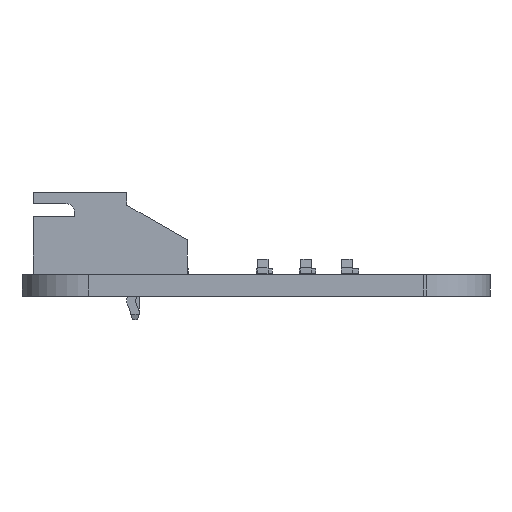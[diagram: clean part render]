
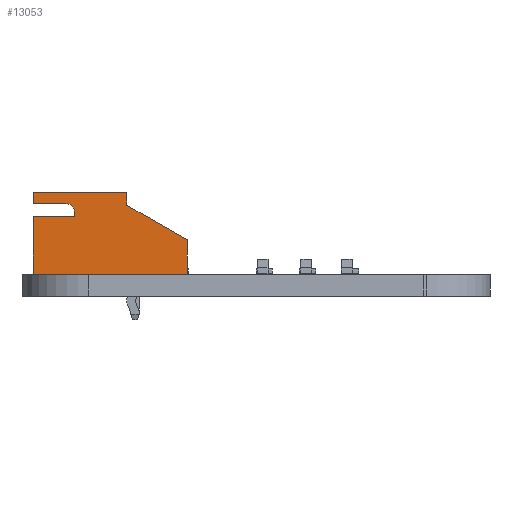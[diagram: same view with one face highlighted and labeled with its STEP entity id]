
A CAD part, left-side view. The second image highlights one B-rep face of the part: STEP entity #13053.
In plain terms, the highlighted face is planar.
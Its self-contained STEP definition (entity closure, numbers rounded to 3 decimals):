
#12300 = VERTEX_POINT('',#12301);
#12301 = CARTESIAN_POINT('',(6.2,6.1,5.75));
#12307 = EDGE_CURVE('',#12308,#12300,#12310,.T.);
#12308 = VERTEX_POINT('',#12309);
#12309 = CARTESIAN_POINT('',(6.2,6.1,-1.25));
#12310 = LINE('',#12311,#12312);
#12311 = CARTESIAN_POINT('',(6.2,6.1,5.75));
#12312 = VECTOR('',#12313,1.);
#12313 = DIRECTION('',(0.,0.,1.));
#13035 = VERTEX_POINT('',#13036);
#13036 = CARTESIAN_POINT('',(6.2,5.275,5.75));
#13042 = EDGE_CURVE('',#12300,#13035,#13043,.T.);
#13043 = LINE('',#13044,#13045);
#13044 = CARTESIAN_POINT('',(6.2,0.,5.75));
#13045 = VECTOR('',#13046,1.);
#13046 = DIRECTION('',(0.,-1.,0.));
#13053 = ADVANCED_FACE('',(#13054),#13129,.F.);
#13054 = FACE_BOUND('',#13055,.T.);
#13055 = EDGE_LOOP('',(#13056,#13064,#13073,#13081,#13089,#13097,#13105,
    #13113,#13121,#13127,#13128));
#13056 = ORIENTED_EDGE('',*,*,#13057,.F.);
#13057 = EDGE_CURVE('',#13058,#13035,#13060,.T.);
#13058 = VERTEX_POINT('',#13059);
#13059 = CARTESIAN_POINT('',(6.2,5.275,3.35));
#13060 = LINE('',#13061,#13062);
#13061 = CARTESIAN_POINT('',(6.2,5.275,5.75));
#13062 = VECTOR('',#13063,1.);
#13063 = DIRECTION('',(0.,0.,1.));
#13064 = ORIENTED_EDGE('',*,*,#13065,.F.);
#13065 = EDGE_CURVE('',#13066,#13058,#13068,.T.);
#13066 = VERTEX_POINT('',#13067);
#13067 = CARTESIAN_POINT('',(6.2,4.575,2.65));
#13068 = CIRCLE('',#13069,0.7);
#13069 = AXIS2_PLACEMENT_3D('',#13070,#13071,#13072);
#13070 = CARTESIAN_POINT('',(6.2,4.575,3.35));
#13071 = DIRECTION('',(1.,0.,0.));
#13072 = DIRECTION('',(0.,0.,-1.));
#13073 = ORIENTED_EDGE('',*,*,#13074,.F.);
#13074 = EDGE_CURVE('',#13075,#13066,#13077,.T.);
#13075 = VERTEX_POINT('',#13076);
#13076 = CARTESIAN_POINT('',(6.2,4.275,2.65));
#13077 = LINE('',#13078,#13079);
#13078 = CARTESIAN_POINT('',(6.2,0.,2.65));
#13079 = VECTOR('',#13080,1.);
#13080 = DIRECTION('',(0.,1.,0.));
#13081 = ORIENTED_EDGE('',*,*,#13082,.F.);
#13082 = EDGE_CURVE('',#13083,#13075,#13085,.T.);
#13083 = VERTEX_POINT('',#13084);
#13084 = CARTESIAN_POINT('',(6.2,4.275,5.75));
#13085 = LINE('',#13086,#13087);
#13086 = CARTESIAN_POINT('',(6.2,4.275,5.75));
#13087 = VECTOR('',#13088,1.);
#13088 = DIRECTION('',(0.,0.,-1.));
#13089 = ORIENTED_EDGE('',*,*,#13090,.F.);
#13090 = EDGE_CURVE('',#13091,#13083,#13093,.T.);
#13091 = VERTEX_POINT('',#13092);
#13092 = CARTESIAN_POINT('',(6.2,0.,5.75));
#13093 = LINE('',#13094,#13095);
#13094 = CARTESIAN_POINT('',(6.2,0.,5.75));
#13095 = VECTOR('',#13096,1.);
#13096 = DIRECTION('',(0.,1.,0.));
#13097 = ORIENTED_EDGE('',*,*,#13098,.F.);
#13098 = EDGE_CURVE('',#13099,#13091,#13101,.T.);
#13099 = VERTEX_POINT('',#13100);
#13100 = CARTESIAN_POINT('',(6.2,0.,-5.75));
#13101 = LINE('',#13102,#13103);
#13102 = CARTESIAN_POINT('',(6.2,0.,5.75));
#13103 = VECTOR('',#13104,1.);
#13104 = DIRECTION('',(0.,0.,1.));
#13105 = ORIENTED_EDGE('',*,*,#13106,.F.);
#13106 = EDGE_CURVE('',#13107,#13099,#13109,.T.);
#13107 = VERTEX_POINT('',#13108);
#13108 = CARTESIAN_POINT('',(6.2,2.55,-5.75));
#13109 = LINE('',#13110,#13111);
#13110 = CARTESIAN_POINT('',(6.2,0.,-5.75));
#13111 = VECTOR('',#13112,1.);
#13112 = DIRECTION('',(0.,-1.,0.));
#13113 = ORIENTED_EDGE('',*,*,#13114,.F.);
#13114 = EDGE_CURVE('',#13115,#13107,#13117,.T.);
#13115 = VERTEX_POINT('',#13116);
#13116 = CARTESIAN_POINT('',(6.2,5.148,-1.25));
#13117 = LINE('',#13118,#13119);
#13118 = CARTESIAN_POINT('',(6.2,5.148,-1.25));
#13119 = VECTOR('',#13120,1.);
#13120 = DIRECTION('',(0.,-0.5,-0.866));
#13121 = ORIENTED_EDGE('',*,*,#13122,.T.);
#13122 = EDGE_CURVE('',#13115,#12308,#13123,.T.);
#13123 = LINE('',#13124,#13125);
#13124 = CARTESIAN_POINT('',(6.2,0.,-1.25));
#13125 = VECTOR('',#13126,1.);
#13126 = DIRECTION('',(0.,1.,0.));
#13127 = ORIENTED_EDGE('',*,*,#12307,.T.);
#13128 = ORIENTED_EDGE('',*,*,#13042,.T.);
#13129 = PLANE('',#13130);
#13130 = AXIS2_PLACEMENT_3D('',#13131,#13132,#13133);
#13131 = CARTESIAN_POINT('',(6.2,0.,5.75));
#13132 = DIRECTION('',(-1.,0.,0.));
#13133 = DIRECTION('',(0.,0.,1.));
